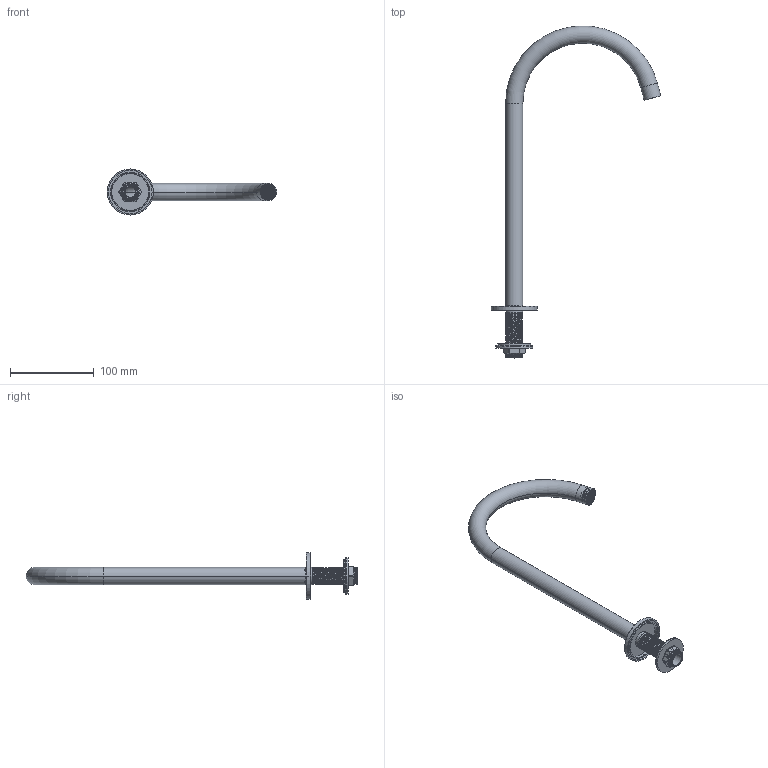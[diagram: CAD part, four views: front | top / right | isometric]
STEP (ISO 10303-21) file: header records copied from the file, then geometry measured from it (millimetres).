
FILE_DESCRIPTION((''),'2;1');
FILE_NAME('C7601_ASM','2024-05-31T14:40:49',('PC'),(''),'CREO PARAMETRIC BY PTC INC, 2024063','CREO PARAMETRIC BY PTC INC, 2024063','');
FILE_SCHEMA(('CONFIG_CONTROL_DESIGN','SHAPE_APPEARANCE_LAYERS_GROUPS'));
Length unit declared in the file: millimetre
Products named in the file (10): 962408; 982715; 971436-1; 971436_ASM; 9430104; 941943; 946944; 987169; 976073; C7601_ASM
Assembly tree (9 placements, depth 3):
  C7601_ASM
    962408
    982715
    971436_ASM
      971436-1
    9430104
    941943
    946944
    987169
    976073
Bounding box: 202.45 x 396.3 x 55 mm (x, y, z)
Volume: 77656.5 mm3; surface area: 93236 mm2
Topology: 8 solids, 12 shells, 2169 faces, 5321 edges, 3517 vertices
Faces by surface type: plane 1440, cylinder 599, bspline 59, torus 36, cone 31, revolution 4
Entity records: 100659 total; most frequent: CARTESIAN_POINT 33773, ORIENTED_EDGE 10622, DIRECTION 9652, PRESENTATION_STYLE_ASSIGNMENT 5337, STYLED_ITEM 5331, CURVE_STYLE 5319, EDGE_CURVE 5319, VECTOR 3740
